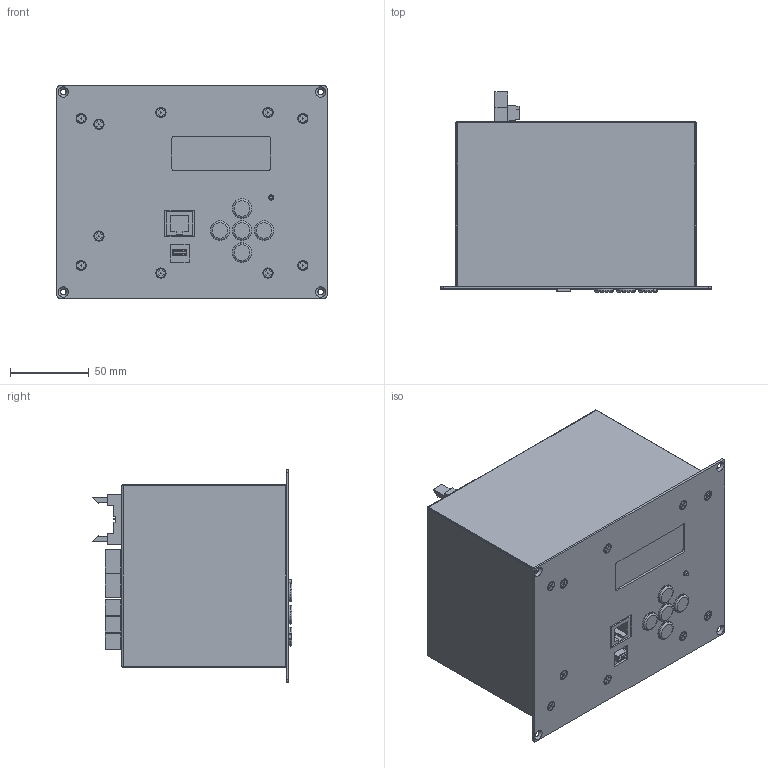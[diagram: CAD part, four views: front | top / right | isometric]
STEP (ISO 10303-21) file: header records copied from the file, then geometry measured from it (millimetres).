
FILE_DESCRIPTION(/* description */ (''),/* implementation_level */ '2;1');
FILE_NAME(/* name */ 'UKU.step',/* time_stamp */ '2020-07-29T09:49:39+07:00',/* author */ ('User'),/* organization */ (''),/* preprocessor_version */ 'ST-DEVELOPER v17',/* originating_system */ 'AutoCAD Mechanical',/* authorisation */ '');
FILE_SCHEMA (('AUTOMOTIVE_DESIGN { 1 0 10303 214 3 1 1 }'));
Length unit declared in the file: millimetre
Products named in the file (1): Product
Bounding box: 171.5 x 127 x 135 mm (x, y, z)
Volume: 191521.4 mm3; surface area: 337135.5 mm2
Topology: 158 solids, 158 shells, 1691 faces, 4466 edges, 3211 vertices
Faces by surface type: plane 1388, cylinder 216, sphere 54, cone 24, torus 9
Full cylindrical faces by diameter (mm): 1 x54, 2 x1, 2.3 x2, 3 x17, 3.15 x15, 3.2 x15, 3.3 x1, 3.5 x20, 5 x20, 5.6 x4, 12 x5, 12.5 x5
Entity records: 52315 total; most frequent: CARTESIAN_POINT 9316, DIRECTION 8722, ORIENTED_EDGE 8548, EDGE_CURVE 4274, LINE 3486, VECTOR 3486, VERTEX_POINT 2936, AXIS2_PLACEMENT_3D 2618
